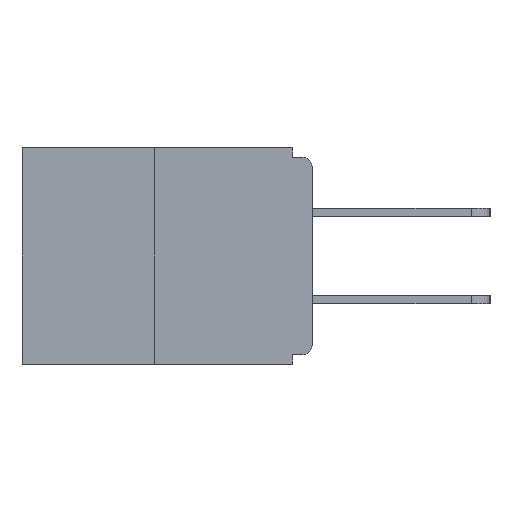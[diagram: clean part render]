
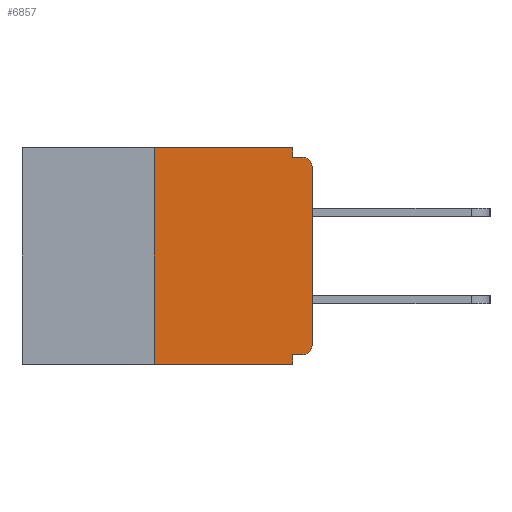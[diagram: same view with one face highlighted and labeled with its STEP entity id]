
A CAD part, left-side view. The second image highlights one B-rep face of the part: STEP entity #6857.
In plain terms, the highlighted planar face has unit normal (-1, 0, 0).
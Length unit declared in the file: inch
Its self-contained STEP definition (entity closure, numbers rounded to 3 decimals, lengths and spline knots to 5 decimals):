
#297 = VECTOR ( 'NONE', #2271, 39.37008 ) ;
#630 = ORIENTED_EDGE ( 'NONE', *, *, #4376, .F. ) ;
#815 = LINE ( 'NONE', #13151, #5006 ) ;
#1126 = DIRECTION ( 'NONE',  ( 0., 0., 1. ) ) ;
#1278 = CIRCLE ( 'NONE', #2062, 0.015 ) ;
#1386 = VECTOR ( 'NONE', #9339, 39.37008 ) ;
#1395 = ORIENTED_EDGE ( 'NONE', *, *, #2026, .T. ) ;
#1524 = EDGE_CURVE ( 'NONE', #1599, #5125, #9220, .T. ) ;
#1599 = VERTEX_POINT ( 'NONE', #9010 ) ;
#1939 = CARTESIAN_POINT ( 'NONE',  ( 0., 0.25, -0.343 ) ) ;
#2026 = EDGE_CURVE ( 'NONE', #4303, #11943, #10977, .T. ) ;
#2062 = AXIS2_PLACEMENT_3D ( 'NONE', #12325, #11173, #2512 ) ;
#2144 = DIRECTION ( 'NONE',  ( 0., -1., 0. ) ) ;
#2265 = DIRECTION ( 'NONE',  ( 0., 0., -1. ) ) ;
#2271 = DIRECTION ( 'NONE',  ( 0., 1., 0. ) ) ;
#2481 = EDGE_CURVE ( 'NONE', #6198, #3530, #1278, .T. ) ;
#2512 = DIRECTION ( 'NONE',  ( 0., 0., -1. ) ) ;
#2822 = LINE ( 'NONE', #9698, #7930 ) ;
#3230 = CARTESIAN_POINT ( 'NONE',  ( 0., 0.031, -0.343 ) ) ;
#3342 = LINE ( 'NONE', #6805, #11867 ) ;
#3530 = VERTEX_POINT ( 'NONE', #13204 ) ;
#3747 = CARTESIAN_POINT ( 'NONE',  ( 0., 0.015, -0.03 ) ) ;
#3826 = DIRECTION ( 'NONE',  ( 0., 0., 1. ) ) ;
#4065 = CARTESIAN_POINT ( 'NONE',  ( 0., 0.031, -0.343 ) ) ;
#4303 = VERTEX_POINT ( 'NONE', #6986 ) ;
#4337 = PLANE ( 'NONE',  #4846 ) ;
#4376 = EDGE_CURVE ( 'NONE', #6136, #7931, #14685, .T. ) ;
#4531 = CARTESIAN_POINT ( 'NONE',  ( 0., 0.46, 0. ) ) ;
#4532 = LINE ( 'NONE', #10897, #6429 ) ;
#4780 = EDGE_CURVE ( 'NONE', #9073, #1599, #15026, .T. ) ;
#4846 = AXIS2_PLACEMENT_3D ( 'NONE', #10379, #5400, #12615 ) ;
#5006 = VECTOR ( 'NONE', #10198, 39.37008 ) ;
#5125 = VERTEX_POINT ( 'NONE', #6793 ) ;
#5198 = ORIENTED_EDGE ( 'NONE', *, *, #4780, .F. ) ;
#5400 = DIRECTION ( 'NONE',  ( 1., 0., 0. ) ) ;
#6136 = VERTEX_POINT ( 'NONE', #12529 ) ;
#6198 = VERTEX_POINT ( 'NONE', #10342 ) ;
#6429 = VECTOR ( 'NONE', #1126, 39.37008 ) ;
#6519 = EDGE_CURVE ( 'NONE', #14970, #9073, #4532, .T. ) ;
#6635 = EDGE_CURVE ( 'NONE', #3530, #4303, #2822, .T. ) ;
#6793 = CARTESIAN_POINT ( 'NONE',  ( 0., 0.031, -0.015 ) ) ;
#6805 = CARTESIAN_POINT ( 'NONE',  ( 0., 0., -0.015 ) ) ;
#6857 = ADVANCED_FACE ( 'NONE', ( #9839 ), #4337, .F. ) ;
#6986 = CARTESIAN_POINT ( 'NONE',  ( 0., 0., -0.03 ) ) ;
#7930 = VECTOR ( 'NONE', #3826, 39.37008 ) ;
#7931 = VERTEX_POINT ( 'NONE', #4065 ) ;
#8151 = EDGE_CURVE ( 'NONE', #14970, #7931, #815, .T. ) ;
#8745 = ORIENTED_EDGE ( 'NONE', *, *, #2481, .T. ) ;
#9010 = CARTESIAN_POINT ( 'NONE',  ( 0., 0.031, 0. ) ) ;
#9046 = ORIENTED_EDGE ( 'NONE', *, *, #14677, .F. ) ;
#9073 = VERTEX_POINT ( 'NONE', #15425 ) ;
#9220 = LINE ( 'NONE', #9502, #11517 ) ;
#9297 = DIRECTION ( 'NONE',  ( 0., 0., -1. ) ) ;
#9339 = DIRECTION ( 'NONE',  ( 0., -1., 0. ) ) ;
#9502 = CARTESIAN_POINT ( 'NONE',  ( 0., 0.031, 0. ) ) ;
#9510 = CARTESIAN_POINT ( 'NONE',  ( 0., 0., -0.328 ) ) ;
#9698 = CARTESIAN_POINT ( 'NONE',  ( 0., 0., 0. ) ) ;
#9785 = DIRECTION ( 'NONE',  ( 0., 0., -1. ) ) ;
#9839 = FACE_OUTER_BOUND ( 'NONE', #13330, .T. ) ;
#10032 = EDGE_CURVE ( 'NONE', #5125, #11943, #3342, .T. ) ;
#10198 = DIRECTION ( 'NONE',  ( 0., -1., 0. ) ) ;
#10342 = CARTESIAN_POINT ( 'NONE',  ( 0., 0.015, -0.328 ) ) ;
#10379 = CARTESIAN_POINT ( 'NONE',  ( 0., 0.46, 0. ) ) ;
#10605 = ORIENTED_EDGE ( 'NONE', *, *, #8151, .T. ) ;
#10897 = CARTESIAN_POINT ( 'NONE',  ( 0., 0.25, 0. ) ) ;
#10904 = ORIENTED_EDGE ( 'NONE', *, *, #1524, .F. ) ;
#10977 = CIRCLE ( 'NONE', #15144, 0.015 ) ;
#11173 = DIRECTION ( 'NONE',  ( -1., 0., 0. ) ) ;
#11517 = VECTOR ( 'NONE', #2265, 39.37008 ) ;
#11867 = VECTOR ( 'NONE', #2144, 39.37008 ) ;
#11943 = VERTEX_POINT ( 'NONE', #15045 ) ;
#12189 = DIRECTION ( 'NONE',  ( -1., 0., 0. ) ) ;
#12257 = ORIENTED_EDGE ( 'NONE', *, *, #10032, .F. ) ;
#12325 = CARTESIAN_POINT ( 'NONE',  ( 0., 0.015, -0.313 ) ) ;
#12529 = CARTESIAN_POINT ( 'NONE',  ( 0., 0.031, -0.328 ) ) ;
#12615 = DIRECTION ( 'NONE',  ( 0., 0., -1. ) ) ;
#12871 = ORIENTED_EDGE ( 'NONE', *, *, #6519, .F. ) ;
#13151 = CARTESIAN_POINT ( 'NONE',  ( 0., 0.46, -0.343 ) ) ;
#13204 = CARTESIAN_POINT ( 'NONE',  ( 0., 0., -0.313 ) ) ;
#13330 = EDGE_LOOP ( 'NONE', ( #5198, #12871, #10605, #630, #9046, #8745, #14115, #1395, #12257, #10904 ) ) ;
#14115 = ORIENTED_EDGE ( 'NONE', *, *, #6635, .T. ) ;
#14677 = EDGE_CURVE ( 'NONE', #6198, #6136, #14746, .T. ) ;
#14685 = LINE ( 'NONE', #3230, #15221 ) ;
#14746 = LINE ( 'NONE', #9510, #297 ) ;
#14970 = VERTEX_POINT ( 'NONE', #1939 ) ;
#15026 = LINE ( 'NONE', #4531, #1386 ) ;
#15045 = CARTESIAN_POINT ( 'NONE',  ( 0., 0.015, -0.015 ) ) ;
#15144 = AXIS2_PLACEMENT_3D ( 'NONE', #3747, #12189, #9785 ) ;
#15221 = VECTOR ( 'NONE', #9297, 39.37008 ) ;
#15425 = CARTESIAN_POINT ( 'NONE',  ( 0., 0.25, 0. ) ) ;
